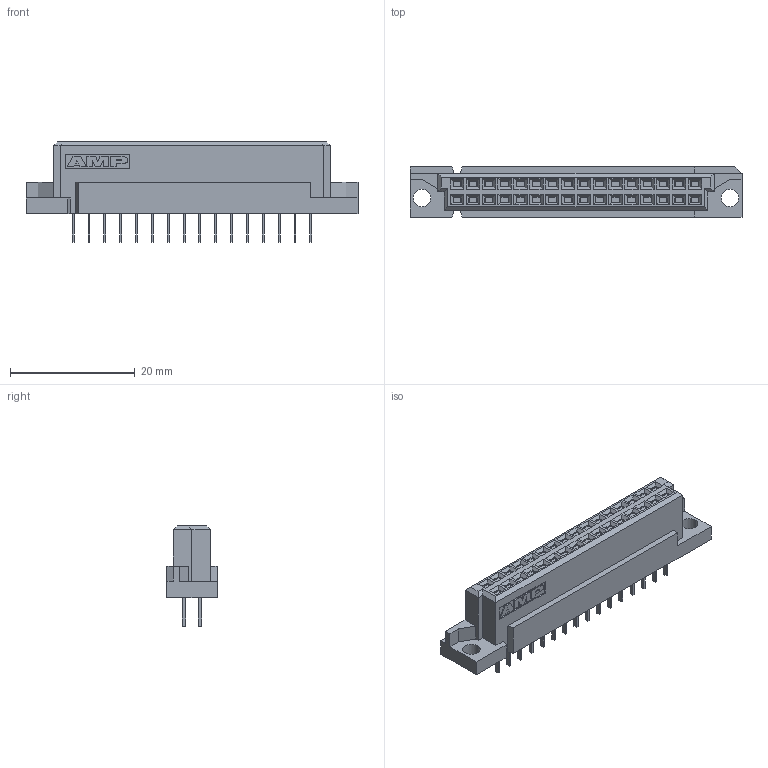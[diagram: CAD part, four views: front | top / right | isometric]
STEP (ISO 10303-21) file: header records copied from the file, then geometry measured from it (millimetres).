
FILE_DESCRIPTION((''),'2;1');
FILE_NAME('C-5650858-5','2012-04-18T',('workeradm'),('Tyco Electronics Ltd.'),'PRO/ENGINEER BY PARAMETRIC TECHNOLOGY CORPORATION, 2010430','PRO/ENGINEER BY PARAMETRIC TECHNOLOGY CORPORATION, 2010430','');
FILE_SCHEMA(('AUTOMOTIVE_DESIGN { 1 0 10303 214 1 1 1 1 }'));
Length unit declared in the file: millimetre
Products named in the file (1): C-5650858-5
Bounding box: 53.22 x 8.05 x 16.07 mm (x, y, z)
Volume: 3554 mm3; surface area: 2461.1 mm2
Topology: 1 solids, 1 shells, 783 faces, 1990 edges, 1324 vertices
Faces by surface type: plane 776, cylinder 5, extrusion 2
Entity records: 23411 total; most frequent: CARTESIAN_POINT 4167, ORIENTED_EDGE 3980, DIRECTION 3560, EDGE_CURVE 1990, VECTOR 1978, LINE 1976, VERTEX_POINT 1324, EDGE_LOOP 902
